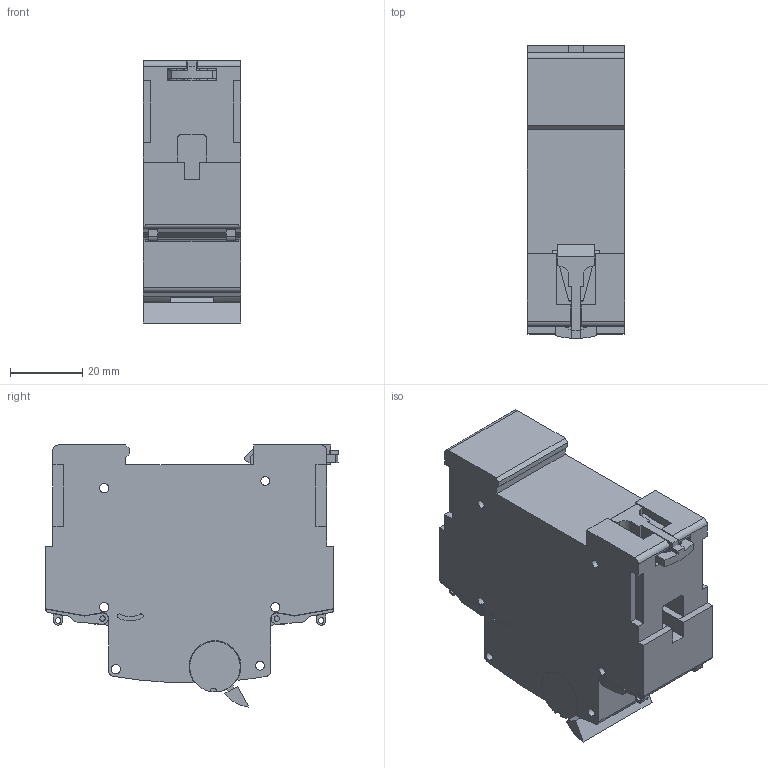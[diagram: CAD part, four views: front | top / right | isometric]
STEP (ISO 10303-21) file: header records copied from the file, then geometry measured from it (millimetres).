
FILE_DESCRIPTION (( 'STEP AP203' ), '1' );
FILE_NAME ('臍 47-100 1P EKF PROxima.STEP', '2016-11-11T13:19:09', ( '' ), ( '' ), 'SwSTEP 2.0', 'SolidWorks 2014', '' );
FILE_SCHEMA (( 'CONFIG_CONTROL_DESIGN' ));
Length unit declared in the file: millimetre
Products named in the file (4): 櫻蠉錪2; 櫻蠉錪1; 臍 47-100 1P EKF PROxima; 臍 47-100 EKF PROxima
Assembly tree (3 placements, depth 2):
  臍 47-100 1P EKF PROxima
    臍 47-100 EKF PROxima
    櫻蠉錪2
    櫻蠉錪1
Bounding box: 27 x 81.26 x 72.7 mm (x, y, z)
Volume: 114028.6 mm3; surface area: 21793.2 mm2
Topology: 7 solids, 7 shells, 316 faces, 869 edges, 574 vertices
Faces by surface type: plane 213, cylinder 103
Entity records: 10483 total; most frequent: CARTESIAN_POINT 1765, DIRECTION 1745, ORIENTED_EDGE 1738, EDGE_CURVE 869, LINE 637, VECTOR 637, VERTEX_POINT 574, AXIS2_PLACEMENT_3D 554
